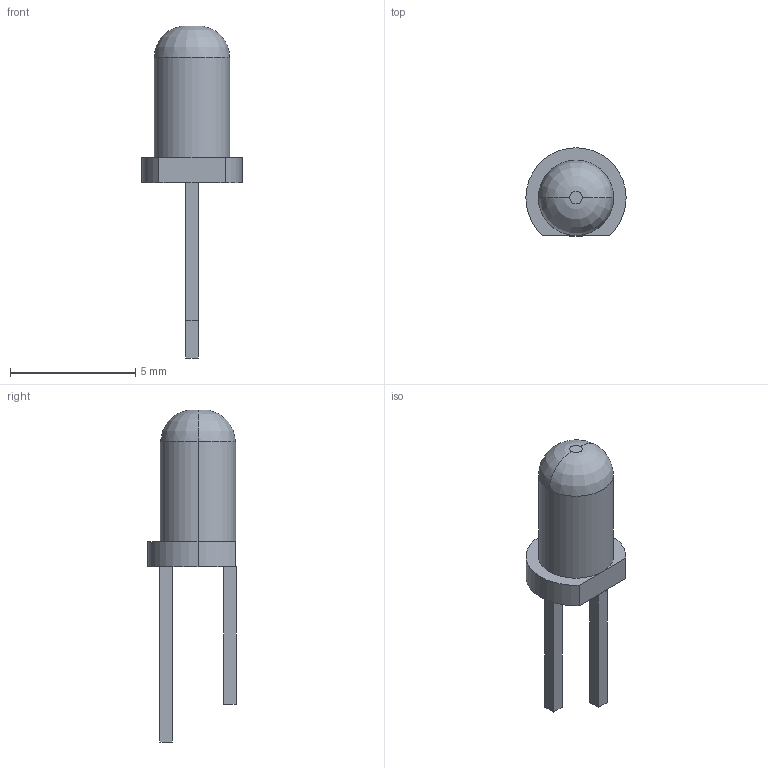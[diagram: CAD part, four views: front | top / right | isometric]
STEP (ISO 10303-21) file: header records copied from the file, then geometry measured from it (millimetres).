
FILE_DESCRIPTION(('FreeCAD Model'),'2;1');
FILE_NAME('led_3mm_yellow_short.step', '2016-10-13T11:54:07',('Author'),(''), 'Open CASCADE STEP processor 6.8','FreeCAD','Unknown');
FILE_SCHEMA(('AUTOMOTIVE_DESIGN_CC2 { 1 2 10303 214 -1 1 5 4 }'));
Length unit declared in the file: millimetre
Products named in the file (2): ASSEMBLY; led_3mm_yellow_short
Assembly tree (1 placements, depth 2):
  ASSEMBLY
    led_3mm_yellow_short
Bounding box: 4 x 3.52 x 13.25 mm (x, y, z)
Volume: 49.3 mm3; surface area: 104.4 mm2
Topology: 1 solids, 1 shells, 22 faces, 52 edges, 33 vertices
Faces by surface type: plane 15, cylinder 5, revolution 2
Entity records: 2154 total; most frequent: CARTESIAN_POINT 930, DIRECTION 188, ORIENTED_EDGE 104, PCURVE 104, DEFINITIONAL_REPRESENTATION 104, LINE 101, VECTOR 101, EDGE_CURVE 52
